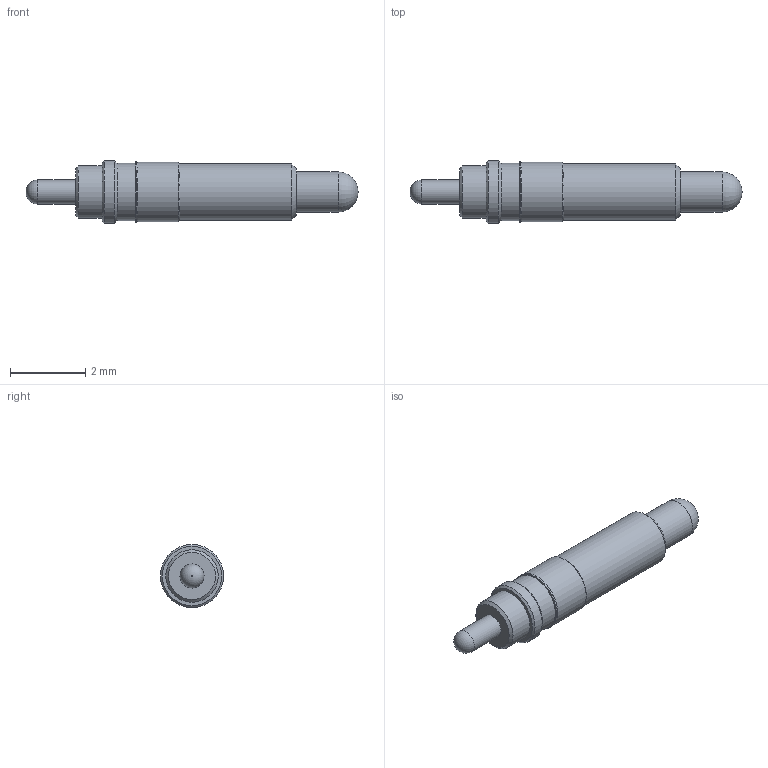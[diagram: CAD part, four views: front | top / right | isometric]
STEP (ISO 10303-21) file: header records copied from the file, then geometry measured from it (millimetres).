
FILE_DESCRIPTION(('HOOPS Exchange Step'),'2;1');
FILE_NAME('temp_export','2023-04-26T13:24:43+08:00',('30abd'),('Shapr3D Limited'),'HOOPS Exchange 2022.2','Shapr3D','Authorized');
FILE_SCHEMA( ('AUTOMOTIVE_DESIGN { 1 0 10303 214 1 1 1 1 }') );
Length unit declared in the file: millimetre
Products named in the file (1): root
Bounding box: 8.85 x 1.68 x 1.68 mm (x, y, z)
Volume: 12.3 mm3; surface area: 38.7 mm2
Topology: 1 solids, 1 shells, 22 faces, 48 edges, 32 vertices
Faces by surface type: cylinder 8, plane 6, cone 6, torus 2
Full cylindrical faces by diameter (mm): 0.64 x1, 1.07 x1, 1.4 x1, 1.5 x1, 1.53 x1, 1.58 x1, 1.6 x1, 1.68 x1
Entity records: 650 total; most frequent: DIRECTION 128, CARTESIAN_POINT 103, ORIENTED_EDGE 96, AXIS2_PLACEMENT_3D 57, EDGE_CURVE 48, CIRCLE 34, VERTEX_POINT 32, EDGE_LOOP 26
